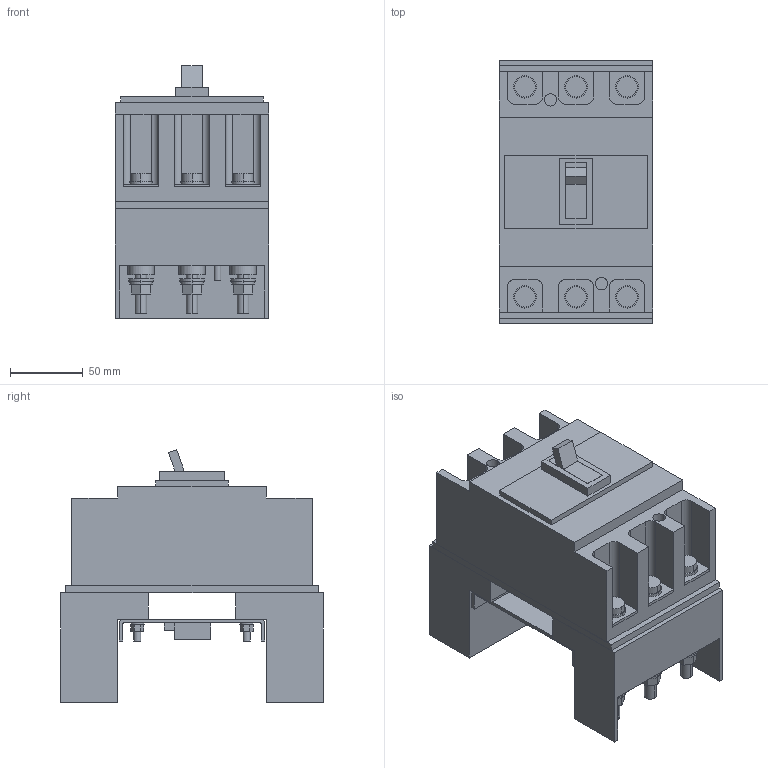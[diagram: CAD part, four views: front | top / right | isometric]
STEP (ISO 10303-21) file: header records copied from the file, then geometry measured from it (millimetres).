
FILE_DESCRIPTION(('CoCreate Modeling STEP Export'),'2;1');
FILE_NAME('Ｓ２５０ＳＦ３Ｍ.stp','2012-03-25T10:10:33',(''),(''),'CoCreate Modeling STEP processor for AP214 (Solid Model)','CoCreate Modeling 17.0 01-Apr-2010 (C) Parametric Technology GmbH','');
FILE_SCHEMA(('AUTOMOTIVE_DESIGN { 1 0 10303 214 1 1 1 1 }'));
Length unit declared in the file: millimetre
Products named in the file (22): p14.5; p14.4; p14.3; p14.2; p14.1; p14; p10.1; p5.1; p8.4; p3; p2; p3.1; p4; p9.1; p6.2; p1; p7; p11; p12; p10; p13.5; Ｓ２５０ＳＦ３Ｍ
Assembly tree (43 placements, depth 2):
  Ｓ２５０ＳＦ３Ｍ
    p13.5  x6
    p10
    p12
    p11
    p9.1  x2
    p6.2  x6
    p8.4  x6
    p7  x4
    p5.1  x4
    p1
    p4
    p3.1
    p2
    p3
    p10.1
    p14
    p14.1
    p14.2
    p14.3
    p14.4
    p14.5
Bounding box: 105 x 180 x 173.13 mm (x, y, z)
Volume: 1579551.4 mm3; surface area: 312544.5 mm2
Topology: 43 solids, 43 shells, 559 faces, 1292 edges, 860 vertices
Faces by surface type: plane 319, cylinder 240
Entity records: 9196 total; most frequent: ORIENTED_EDGE 1504, CARTESIAN_POINT 1421, DIRECTION 1358, EDGE_CURVE 752, VERTEX_POINT 500, VECTOR 484, LINE 484, AXIS2_PLACEMENT_3D 437
